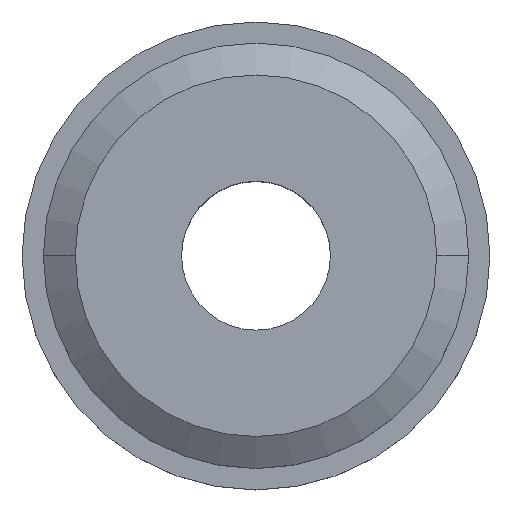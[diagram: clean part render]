
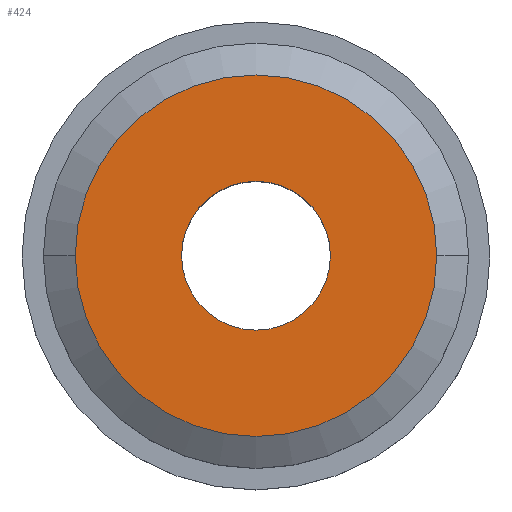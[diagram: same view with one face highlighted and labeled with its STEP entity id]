
A CAD part, top view. The second image highlights one B-rep face of the part: STEP entity #424.
In plain terms, the highlighted planar face has unit normal (0, 0, 1).
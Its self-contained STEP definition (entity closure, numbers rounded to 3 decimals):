
#5 = ORIENTED_EDGE ( 'NONE', *, *, #207, .F. ) ;
#35 = CARTESIAN_POINT ( 'NONE',  ( 8.5, 0., 8. ) ) ;
#37 = PLANE ( 'NONE',  #415 ) ;
#41 = DIRECTION ( 'NONE',  ( 0., 0., 1. ) ) ;
#69 = FACE_OUTER_BOUND ( 'NONE', #431, .T. ) ;
#79 = CARTESIAN_POINT ( 'NONE',  ( 0., 0., 8. ) ) ;
#87 = DIRECTION ( 'NONE',  ( 1., 0., 0. ) ) ;
#93 = FACE_BOUND ( 'NONE', #245, .T. ) ;
#97 = ORIENTED_EDGE ( 'NONE', *, *, #439, .T. ) ;
#98 = VERTEX_POINT ( 'NONE', #199 ) ;
#107 = DIRECTION ( 'NONE',  ( 1., 0., 0. ) ) ;
#112 = CARTESIAN_POINT ( 'NONE',  ( 0., 0., 8. ) ) ;
#124 = DIRECTION ( 'NONE',  ( 0., 0., 1. ) ) ;
#125 = CARTESIAN_POINT ( 'NONE',  ( 0., 0., 8. ) ) ;
#147 = DIRECTION ( 'NONE',  ( 0., 0., 1. ) ) ;
#162 = CIRCLE ( 'NONE', #293, 8.5 ) ;
#165 = CARTESIAN_POINT ( 'NONE',  ( -8.5, 0., 8. ) ) ;
#176 = DIRECTION ( 'NONE',  ( 1., 0., 0. ) ) ;
#199 = CARTESIAN_POINT ( 'NONE',  ( -3.5, 0., 8. ) ) ;
#207 = EDGE_CURVE ( 'NONE', #98, #281, #220, .T. ) ;
#220 = CIRCLE ( 'NONE', #258, 3.5 ) ;
#223 = AXIS2_PLACEMENT_3D ( 'NONE', #380, #278, #244 ) ;
#229 = CIRCLE ( 'NONE', #223, 8.5 ) ;
#244 = DIRECTION ( 'NONE',  ( 1., 0., 0. ) ) ;
#245 = EDGE_LOOP ( 'NONE', ( #378, #5 ) ) ;
#258 = AXIS2_PLACEMENT_3D ( 'NONE', #79, #41, #435 ) ;
#273 = EDGE_CURVE ( 'NONE', #281, #98, #292, .T. ) ;
#278 = DIRECTION ( 'NONE',  ( 0., 0., 1. ) ) ;
#281 = VERTEX_POINT ( 'NONE', #361 ) ;
#292 = CIRCLE ( 'NONE', #350, 3.5 ) ;
#293 = AXIS2_PLACEMENT_3D ( 'NONE', #125, #124, #87 ) ;
#343 = VERTEX_POINT ( 'NONE', #165 ) ;
#350 = AXIS2_PLACEMENT_3D ( 'NONE', #112, #147, #107 ) ;
#356 = CARTESIAN_POINT ( 'NONE',  ( 0., 0., 8. ) ) ;
#361 = CARTESIAN_POINT ( 'NONE',  ( 3.5, 0., 8. ) ) ;
#378 = ORIENTED_EDGE ( 'NONE', *, *, #273, .F. ) ;
#379 = EDGE_CURVE ( 'NONE', #343, #418, #162, .T. ) ;
#380 = CARTESIAN_POINT ( 'NONE',  ( 0., 0., 8. ) ) ;
#382 = ORIENTED_EDGE ( 'NONE', *, *, #379, .T. ) ;
#415 = AXIS2_PLACEMENT_3D ( 'NONE', #356, #454, #176 ) ;
#418 = VERTEX_POINT ( 'NONE', #35 ) ;
#424 = ADVANCED_FACE ( 'NONE', ( #69, #93 ), #37, .T. ) ;
#431 = EDGE_LOOP ( 'NONE', ( #382, #97 ) ) ;
#435 = DIRECTION ( 'NONE',  ( 1., 0., 0. ) ) ;
#439 = EDGE_CURVE ( 'NONE', #418, #343, #229, .T. ) ;
#454 = DIRECTION ( 'NONE',  ( 0., 0., 1. ) ) ;
